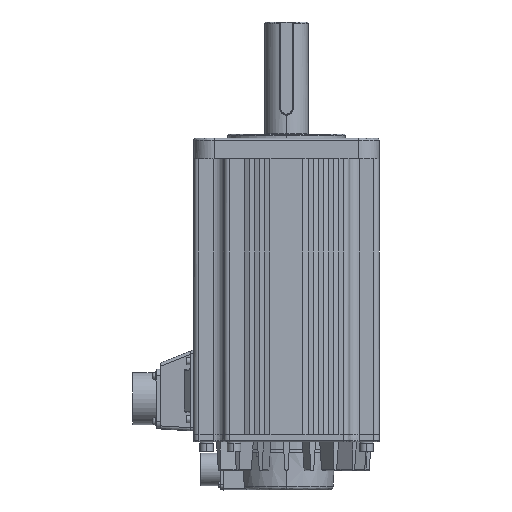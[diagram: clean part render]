
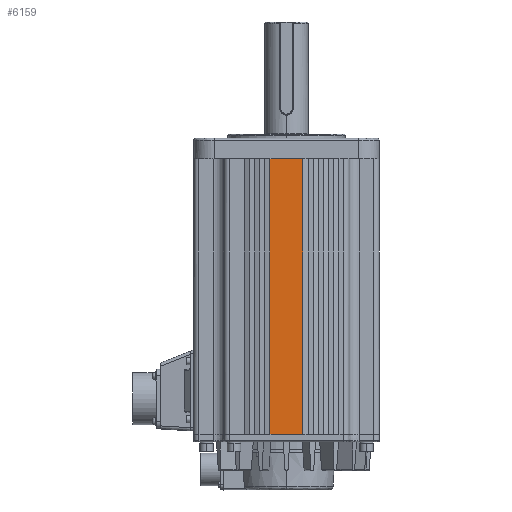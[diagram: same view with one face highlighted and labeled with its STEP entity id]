
A CAD part, left-side view. The second image highlights one B-rep face of the part: STEP entity #6159.
In plain terms, the highlighted planar face has unit normal (-1, 0, 0).
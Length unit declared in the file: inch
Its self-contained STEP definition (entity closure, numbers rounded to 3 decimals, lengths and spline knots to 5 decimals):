
#346 = CARTESIAN_POINT ( 'NONE',  ( -3.54331, 0., -5.3248 ) ) ;
#734 = DIRECTION ( 'NONE',  ( 0., 1., 0. ) ) ;
#1219 = EDGE_LOOP ( 'NONE', ( #11316, #23567, #4220, #23249 ) ) ;
#1482 = LINE ( 'NONE', #13888, #20021 ) ;
#2482 = CARTESIAN_POINT ( 'NONE',  ( -3.54331, 0.62992, -5.3248 ) ) ;
#2770 = FACE_OUTER_BOUND ( 'NONE', #1219, .T. ) ;
#3782 = DIRECTION ( 'NONE',  ( 0., 1., 0. ) ) ;
#4066 = VERTEX_POINT ( 'NONE', #2482 ) ;
#4220 = ORIENTED_EDGE ( 'NONE', *, *, #15487, .F. ) ;
#4495 = VECTOR ( 'NONE', #3782, 39.37008 ) ;
#4549 = LINE ( 'NONE', #19855, #23310 ) ;
#4599 = VERTEX_POINT ( 'NONE', #10839 ) ;
#5466 = CARTESIAN_POINT ( 'NONE',  ( -3.54331, -0.62992, -5.3248 ) ) ;
#6159 = ADVANCED_FACE ( 'NONE', ( #2770 ), #18430, .F. ) ;
#10662 = CARTESIAN_POINT ( 'NONE',  ( -3.54331, 0.62992, 5.20669 ) ) ;
#10839 = CARTESIAN_POINT ( 'NONE',  ( -3.54331, -0.62992, 5.20669 ) ) ;
#11316 = ORIENTED_EDGE ( 'NONE', *, *, #17596, .T. ) ;
#12156 = DIRECTION ( 'NONE',  ( 0., 0., -1. ) ) ;
#12761 = DIRECTION ( 'NONE',  ( 1., 0., 0. ) ) ;
#13119 = VERTEX_POINT ( 'NONE', #5466 ) ;
#13888 = CARTESIAN_POINT ( 'NONE',  ( -3.54331, -0.62992, -0.05906 ) ) ;
#15300 = VECTOR ( 'NONE', #734, 39.37008 ) ;
#15487 = EDGE_CURVE ( 'NONE', #13119, #4066, #19585, .T. ) ;
#16332 = DIRECTION ( 'NONE',  ( 0., 0., 1. ) ) ;
#17596 = EDGE_CURVE ( 'NONE', #4599, #22236, #21200, .T. ) ;
#18192 = CARTESIAN_POINT ( 'NONE',  ( -3.54331, 0., -0.05906 ) ) ;
#18276 = DIRECTION ( 'NONE',  ( 0., 0., -1. ) ) ;
#18430 = PLANE ( 'NONE',  #18480 ) ;
#18480 = AXIS2_PLACEMENT_3D ( 'NONE', #18192, #12761, #18276 ) ;
#19299 = EDGE_CURVE ( 'NONE', #4599, #13119, #1482, .T. ) ;
#19585 = LINE ( 'NONE', #346, #4495 ) ;
#19855 = CARTESIAN_POINT ( 'NONE',  ( -3.54331, 0.62992, -0.05906 ) ) ;
#20021 = VECTOR ( 'NONE', #12156, 39.37008 ) ;
#21200 = LINE ( 'NONE', #22612, #15300 ) ;
#22236 = VERTEX_POINT ( 'NONE', #10662 ) ;
#22612 = CARTESIAN_POINT ( 'NONE',  ( -3.54331, 0., 5.20669 ) ) ;
#23216 = EDGE_CURVE ( 'NONE', #4066, #22236, #4549, .T. ) ;
#23249 = ORIENTED_EDGE ( 'NONE', *, *, #19299, .F. ) ;
#23310 = VECTOR ( 'NONE', #16332, 39.37008 ) ;
#23567 = ORIENTED_EDGE ( 'NONE', *, *, #23216, .F. ) ;
